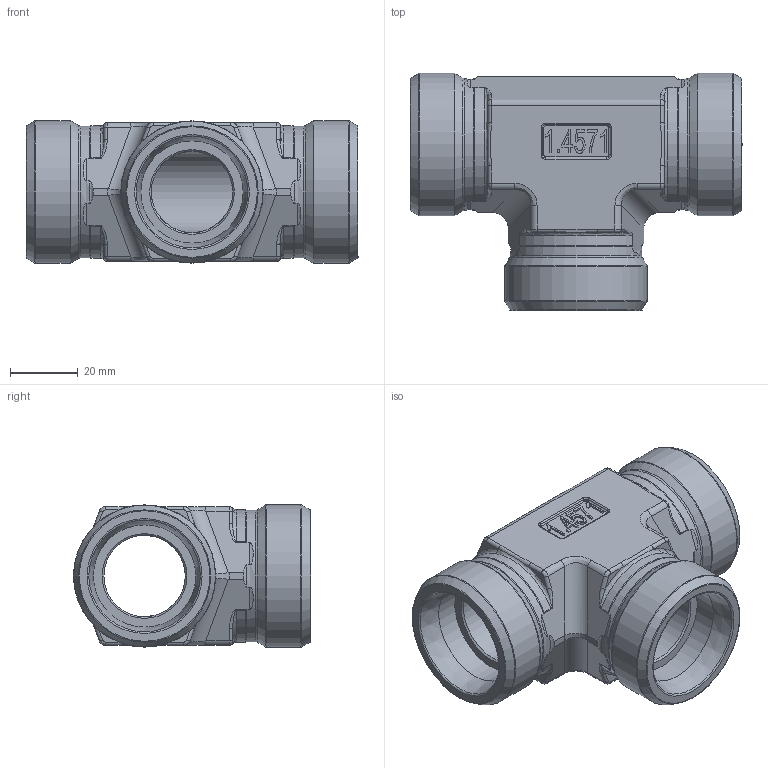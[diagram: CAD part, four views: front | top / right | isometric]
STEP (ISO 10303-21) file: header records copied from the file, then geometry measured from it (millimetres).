
FILE_DESCRIPTION(/* description */ (''),/* implementation_level */ '2;1');
FILE_NAME(/* name */ 'X-TV30.stp',/* time_stamp */ '2025-01-16T13:11:44+01:00',/* author */ (''),/* organization */ (''),/* preprocessor_version */ 'ST-DEVELOPER v16',/* originating_system */ 'SIEMENS PLM Software NX 10.0',/* authorisation */ '');
FILE_SCHEMA (('AP203_CONFIGURATION_CONTROLLED_3D_DESIGN_OF_MECHANICAL_PARTS_AND_ASSEMBLIES_MIM_LF { 1 0 10303 403 2 1 2}'));
Length unit declared in the file: millimetre
Products named in the file (1): nwer41844EE6666f
Bounding box: 98 x 70 x 42 mm (x, y, z)
Volume: 98978.3 mm3; surface area: 29192.4 mm2
Topology: 1 solids, 1 shells, 321 faces, 805 edges, 502 vertices
Faces by surface type: plane 116, cylinder 85, torus 49, bspline 46, extrusion 13, cone 12
Full cylindrical faces by diameter (mm): 24 x2, 30.22 x3, 38.9 x3, 42 x3
Entity records: 11190 total; most frequent: CARTESIAN_POINT 4186, ORIENTED_EDGE 1504, DIRECTION 1277, EDGE_CURVE 752, AXIS2_PLACEMENT_3D 511, VERTEX_POINT 488, EDGE_LOOP 380, ADVANCED_FACE 321
